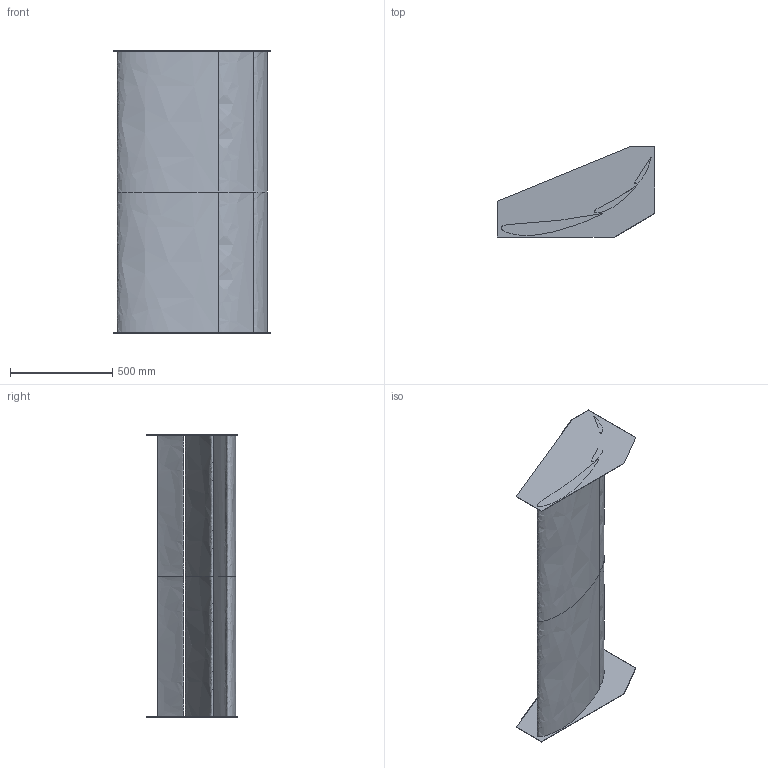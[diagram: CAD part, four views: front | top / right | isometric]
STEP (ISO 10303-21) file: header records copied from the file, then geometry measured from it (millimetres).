
FILE_DESCRIPTION (( 'STEP AP203' ), '1' );
FILE_NAME ('Rear Wing.STEP', '2024-07-11T14:52:23', ( '' ), ( '' ), 'SwSTEP 2.0', 'SolidWorks 2022', '' );
FILE_SCHEMA (( 'CONFIG_CONTROL_DESIGN' ));
Length unit declared in the file: millimetre
Products named in the file (1): Rear Wing
Bounding box: 770.66 x 443.36 x 1385 mm (x, y, z)
Volume: 28397076.8 mm3; surface area: 3646462.4 mm2
Topology: 8 solids, 8 shells, 40 faces, 72 edges, 48 vertices
Faces by surface type: plane 34, bspline 6
Entity records: 2495 total; most frequent: CARTESIAN_POINT 1679, ORIENTED_EDGE 144, DIRECTION 130, EDGE_CURVE 72, VECTOR 60, LINE 60, VERTEX_POINT 48, FACE_OUTER_BOUND 40
